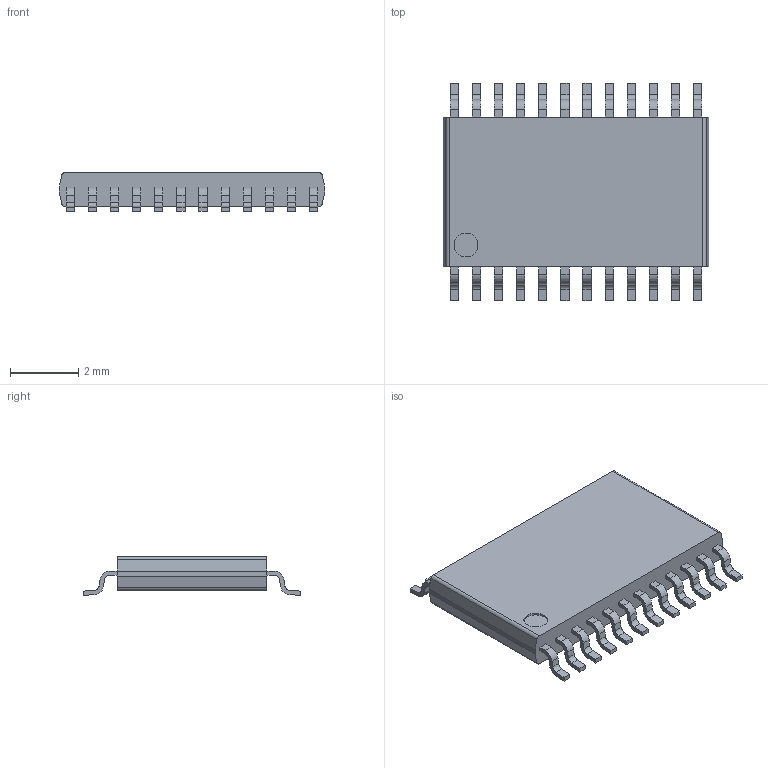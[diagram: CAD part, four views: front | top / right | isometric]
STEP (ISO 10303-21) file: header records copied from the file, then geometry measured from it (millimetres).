
FILE_DESCRIPTION(('STEP AP214'),'1');
FILE_NAME('U24U_EP.step','2022-03-02T07:16:17',(' '),('ANSOFT Corporation'),'Spatial InterOp 3D',' ',' ');
FILE_SCHEMA(('AUTOMOTIVE_DESIGN { 1 0 10303 214 1 1 1 1 }'));
Length unit declared in the file: millimetre
Products named in the file (1): EMC
Bounding box: 7.8 x 6.4 x 1.14 mm (x, y, z)
Volume: 34.9 mm3; surface area: 155.2 mm2
Topology: 26 solids, 27 shells, 405 faces, 1052 edges, 702 vertices
Faces by surface type: plane 295, cylinder 110
Entity records: 15920 total; most frequent: CARTESIAN_POINT 2186, DIRECTION 2138, ORIENTED_EDGE 2102, EDGE_CURVE 1052, LINE 830, VECTOR 830, VERTEX_POINT 702, AXIS2_PLACEMENT_3D 654
